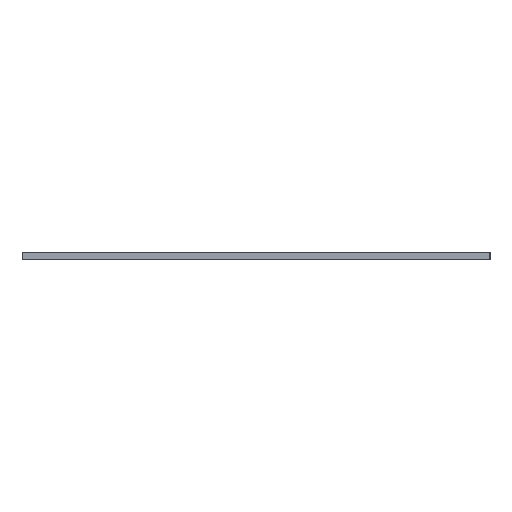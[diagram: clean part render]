
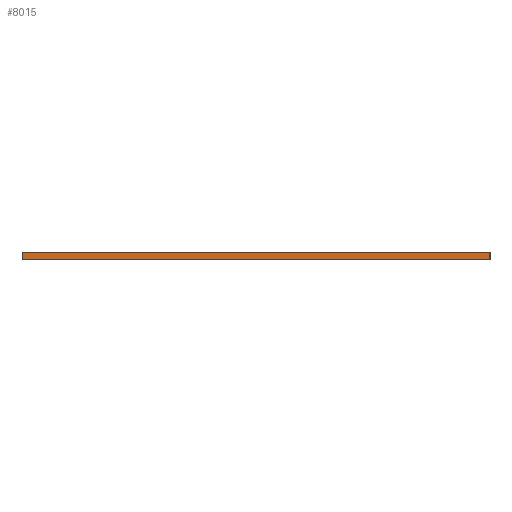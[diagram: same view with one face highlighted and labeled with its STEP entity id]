
A CAD part, left-side view. The second image highlights one B-rep face of the part: STEP entity #8015.
In plain terms, the highlighted planar face has unit normal (-1, 0, 0).
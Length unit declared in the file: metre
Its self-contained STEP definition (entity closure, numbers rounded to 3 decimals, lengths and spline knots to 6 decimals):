
#2216=ORIENTED_EDGE('',*,*,#2891,.F.);
#2217=ORIENTED_EDGE('',*,*,#2615,.F.);
#2218=ORIENTED_EDGE('',*,*,#2674,.T.);
#2219=ORIENTED_EDGE('',*,*,#2235,.T.);
#2235=EDGE_CURVE('',#3337,#3336,#4075,.T.);
#2615=EDGE_CURVE('',#3627,#3626,#4455,.T.);
#2674=EDGE_CURVE('',#3627,#3337,#4514,.T.);
#2891=EDGE_CURVE('',#3626,#3336,#4731,.T.);
#3336=VERTEX_POINT('',#10278);
#3337=VERTEX_POINT('',#10280);
#3626=VERTEX_POINT('',#11064);
#3627=VERTEX_POINT('',#11066);
#4075=LINE('',#10279,#5179);
#4455=LINE('',#11067,#5559);
#4514=LINE('',#11156,#5618);
#4731=LINE('',#11590,#5835);
#5179=VECTOR('',#8426,1.);
#5559=VECTOR('',#9040,1.);
#5618=VECTOR('',#9159,1.);
#5835=VECTOR('',#9378,1.);
#6771=EDGE_LOOP('',(#2216,#2217,#2218,#2219));
#7275=FACE_BOUND('',#6771,.T.);
#7645=PLANE('',#8398);
#8015=ADVANCED_FACE('',(#7275),#7645,.T.);
#8398=AXIS2_PLACEMENT_3D('',#12455,#10243,#10244);
#8426=DIRECTION('',(0.,0.,-1.));
#9040=DIRECTION('',(0.,0.,-1.));
#9159=DIRECTION('',(0.,1.,0.));
#9378=DIRECTION('',(0.,1.,0.));
#10243=DIRECTION('',(-1.,0.,0.));
#10244=DIRECTION('',(0.,0.,1.));
#10278=CARTESIAN_POINT('',(-0.1425,0.0473,0.));
#10279=CARTESIAN_POINT('',(-0.1425,0.0473,0.0015));
#10280=CARTESIAN_POINT('',(-0.1425,0.0473,0.0015));
#11064=CARTESIAN_POINT('',(-0.1425,-0.0473,0.));
#11066=CARTESIAN_POINT('',(-0.1425,-0.0473,0.0015));
#11067=CARTESIAN_POINT('',(-0.1425,-0.0473,0.0015));
#11156=CARTESIAN_POINT('',(-0.1425,0.,0.0015));
#11590=CARTESIAN_POINT('',(-0.1425,0.,0.));
#12455=CARTESIAN_POINT('',(-0.1425,0.,0.0015));
